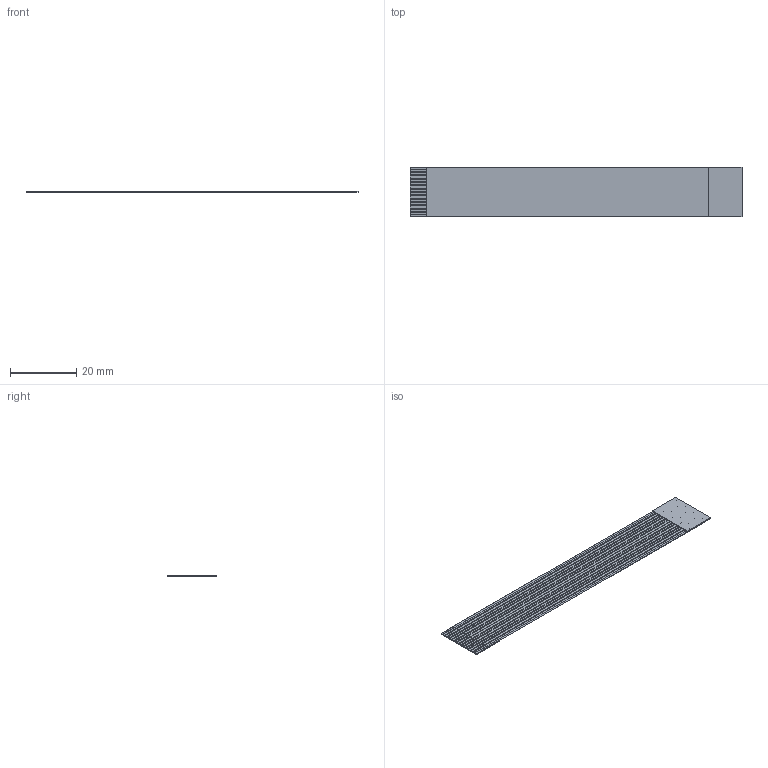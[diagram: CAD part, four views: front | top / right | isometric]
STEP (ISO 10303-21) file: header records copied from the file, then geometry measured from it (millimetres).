
FILE_DESCRIPTION(/* description */ ('Unknown'),/* implementation_level */ '2;1');
FILE_NAME(/* name */ '686714100001',/* time_stamp */ '2020-02-17T11:26:51+01:00',/* author */ ('Unknown'),/* organization */ ('Unknown'),/* preprocessor_version */ 'ST-DEVELOPER v16.7',/* originating_system */ 'DEX',/* authorisation */ $);
FILE_SCHEMA (('AUTOMOTIVE_DESIGN {1 0 10303 214 3 1 1}'));
Length unit declared in the file: millimetre
Products named in the file (2): 6867xx100001; 686714100001
Assembly tree (1 placements, depth 2):
  6867xx100001
    686714100001
Bounding box: 100 x 15 x 0.59 mm (x, y, z)
Volume: 218.9 mm3; surface area: 4956.4 mm2
Topology: 1 solids, 1 shells, 104 faces, 326 edges, 196 vertices
Faces by surface type: plane 104
Entity records: 4338 total; most frequent: ORIENTED_EDGE 652, CARTESIAN_POINT 636, DIRECTION 534, EDGE_CURVE 326, LINE 322, VECTOR 322, VERTEX_POINT 196, AXIS2_PLACEMENT_3D 106
